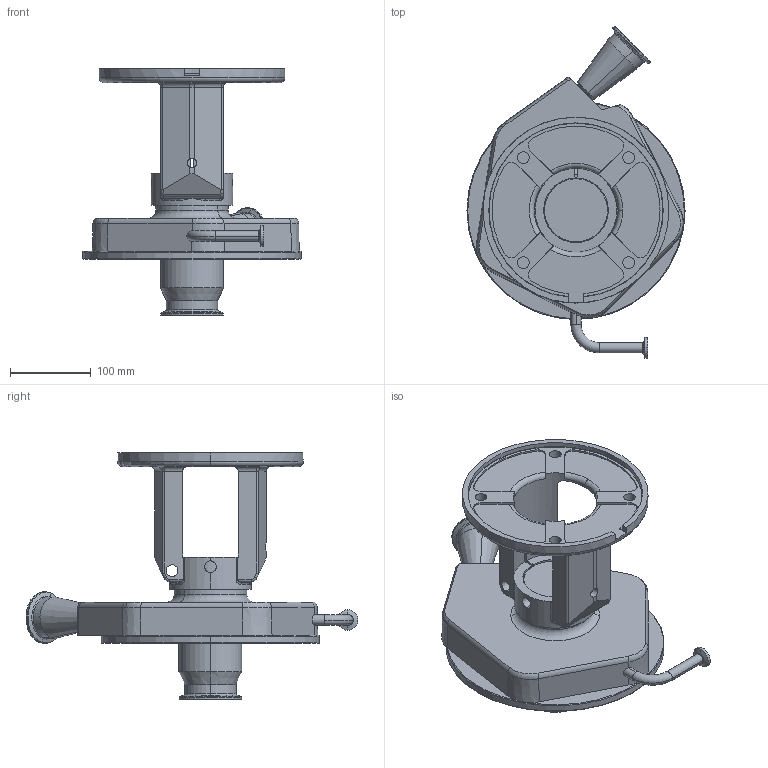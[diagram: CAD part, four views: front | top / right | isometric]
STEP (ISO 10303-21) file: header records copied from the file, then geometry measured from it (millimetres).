
FILE_DESCRIPTION (( 'STEP AP214' ), '1' );
FILE_NAME ('FPR 741-742 180-250TC 45L 1-2 IN ELBOW LEFT DRAIN.STEP', '2023-01-10T20:47:11', ( '' ), ( '' ), 'SwSTEP 2.0', 'SolidWorks 2021', '' );
FILE_SCHEMA (( 'AUTOMOTIVE_DESIGN' ));
Length unit declared in the file: millimetre
Products named in the file (1): FPR 741-742 180-250TC 45L 1-2 IN ELBOW LEFT DRAIN
Bounding box: 270 x 411.02 x 305 mm (x, y, z)
Volume: 2767565.6 mm3; surface area: 517276.9 mm2
Topology: 1 solids, 6 shells, 415 faces, 1018 edges, 607 vertices
Faces by surface type: cylinder 152, torus 98, plane 87, cone 65, bspline 9, sphere 4
Entity records: 13979 total; most frequent: CARTESIAN_POINT 4073, DIRECTION 2245, ORIENTED_EDGE 2000, EDGE_CURVE 1000, AXIS2_PLACEMENT_3D 944, VERTEX_POINT 606, CIRCLE 537, EDGE_LOOP 454
